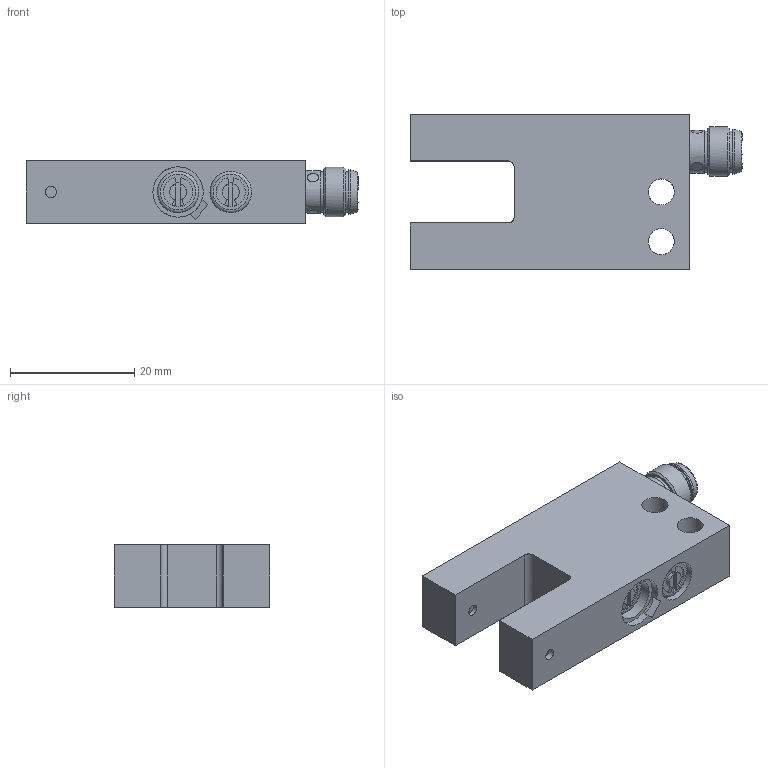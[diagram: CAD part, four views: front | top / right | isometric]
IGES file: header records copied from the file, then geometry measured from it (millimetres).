
Global section: file name: OGU 01x G3-T3; native system: Autodesk Inventor 2019; preprocessor: unknown; author: ck; organization: di-soric GmbH & Co. KG; date: 20181119.070931; units: millimetre
Bounding box: 53.5 x 25 x 10 mm (x, y, z)
Volume: 9278.1 mm3; surface area: 4645.6 mm2
Topology: 3 solids, 5 shells, 187 faces, 458 edges, 303 vertices
Faces by surface type: bspline 187
